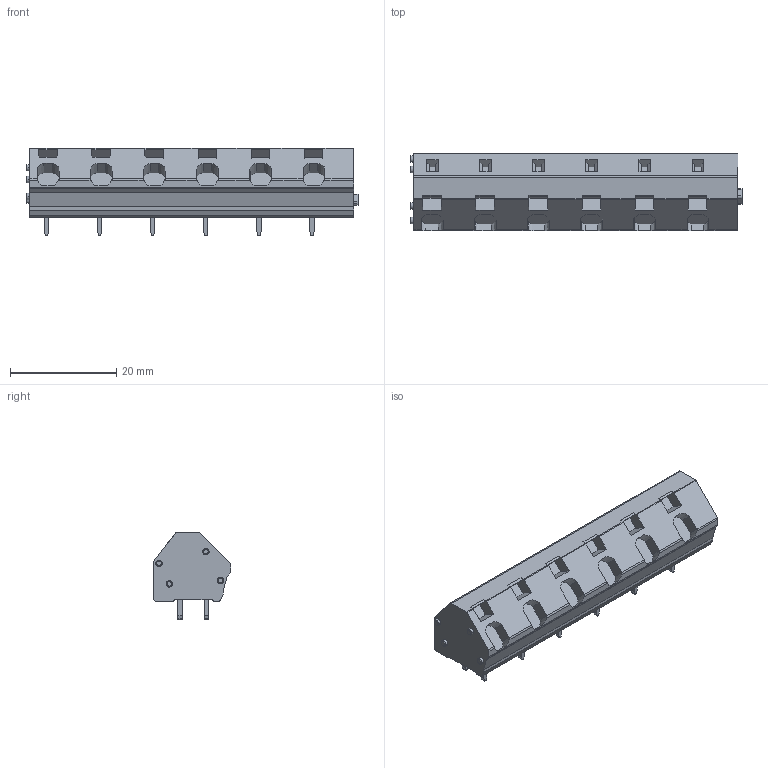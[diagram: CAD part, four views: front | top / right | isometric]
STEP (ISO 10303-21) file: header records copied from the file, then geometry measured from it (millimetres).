
FILE_DESCRIPTION(('CATIA V5 STEP','CAx-IF Rec.Pracs.--- Model Styling and Organization---1.2---2011-12-15'),'2;1');
FILE_NAME ('D1460266_0', '2018-09-08T13:23:36+00:00', ('none'), ('Weidmueller'), 'CATIA Version 5-6 Release 2014', 'CATIA V5 STEP AP214', 'none');
FILE_SCHEMA(('AUTOMOTIVE_DESIGN { 1 0 10303 214 1 1 1 1 }'));
Length unit declared in the file: millimetre
Products named in the file (1): 1953510000
Bounding box: 62.5 x 14.5 x 16.48 mm (x, y, z)
Volume: 8500.9 mm3; surface area: 4008.7 mm2
Topology: 13 solids, 13 shells, 438 faces, 1181 edges, 787 vertices
Faces by surface type: plane 296, cylinder 100, cone 42
Entity records: 13012 total; most frequent: CARTESIAN_POINT 2745, ORIENTED_EDGE 2362, DIRECTION 1667, EDGE_CURVE 1181, VERTEX_POINT 787, VECTOR 766, LINE 766, AXIS2_PLACEMENT_3D 580
